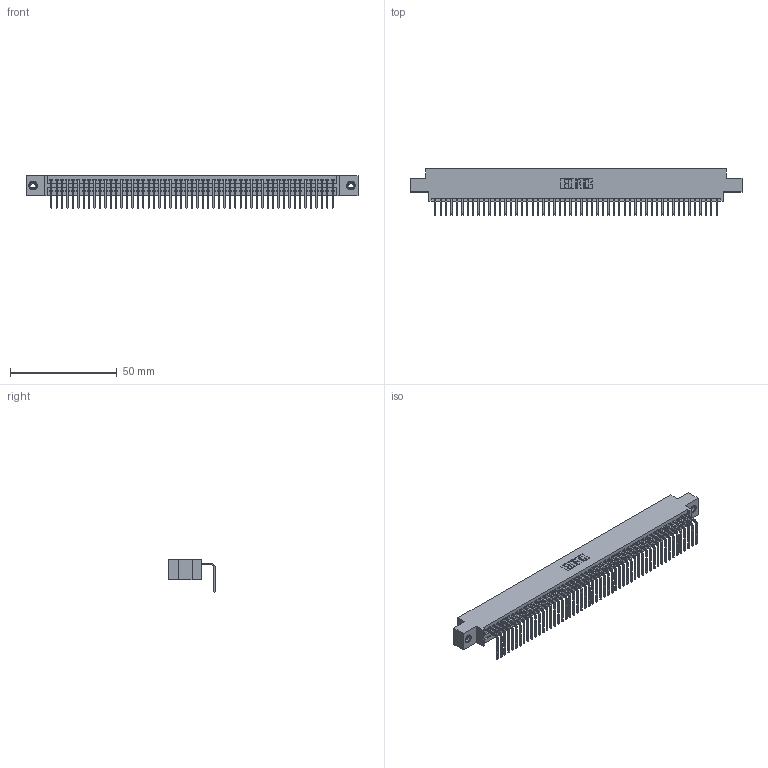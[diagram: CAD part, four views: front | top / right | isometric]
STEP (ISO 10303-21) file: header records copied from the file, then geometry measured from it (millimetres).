
FILE_DESCRIPTION (( 'STEP AP203' ), '1' );
FILE_NAME ('395-053-558-608.STEP', '2018-11-21T05:32:37', ( '' ), ( '' ), 'SwSTEP 2.0', 'SolidWorks 2016', '' );
FILE_SCHEMA (( 'CONFIG_CONTROL_DESIGN' ));
Length unit declared in the file: inch
Products named in the file (4): 345-250-001_345-250-003-102; 395-053-558-608; 345-292-001_558 Tail - 2; 345 Part_0.170 Offset - 0.156 Dia-TI
Assembly tree (56 placements, depth 2):
  395-053-558-608
    345 Part_0.170 Offset - 0.156 Dia-TI
    345-292-001_558 Tail - 2  x53
    345-250-001_345-250-003-102  x2
Bounding box: 155.83 x 21.83 x 15.37 mm (x, y, z)
Volume: 14947.6 mm3; surface area: 21196.8 mm2
Topology: 56 solids, 56 shells, 3370 faces, 10135 edges, 6678 vertices
Faces by surface type: plane 2342, cylinder 1012, cone 12, torus 4
Entity records: 39810 total; most frequent: CARTESIAN_POINT 6878, ORIENTED_EDGE 6858, DIRECTION 6017, EDGE_CURVE 3429, VECTOR 3065, LINE 3065, VERTEX_POINT 2280, AXIS2_PLACEMENT_3D 1476
